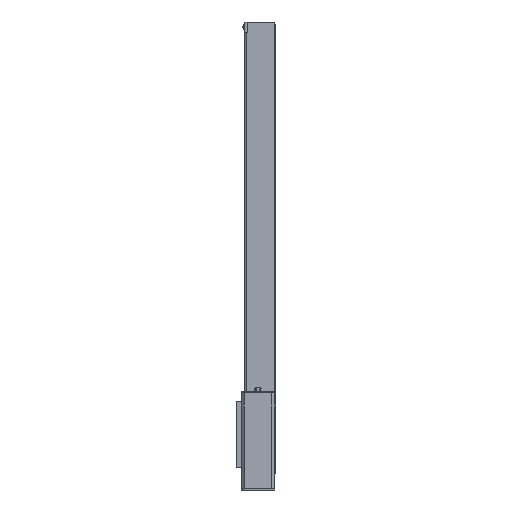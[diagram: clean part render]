
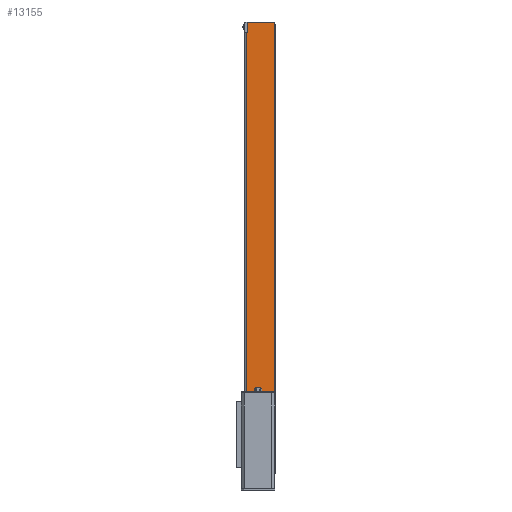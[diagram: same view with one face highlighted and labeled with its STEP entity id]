
A CAD part, left-side view. The second image highlights one B-rep face of the part: STEP entity #13155.
In plain terms, the highlighted planar face has unit normal (-1, 0, 0).
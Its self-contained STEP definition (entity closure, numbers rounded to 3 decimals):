
#316 = ORIENTED_EDGE ( 'NONE', *, *, #2018, .F. ) ;
#838 = CARTESIAN_POINT ( 'NONE',  ( -51.27, -19., 12. ) ) ;
#1137 = CARTESIAN_POINT ( 'NONE',  ( -51.27, 14.125, 552. ) ) ;
#1304 = VERTEX_POINT ( 'NONE', #25168 ) ;
#1665 = LINE ( 'NONE', #13619, #5755 ) ;
#1677 = EDGE_CURVE ( 'NONE', #1304, #20893, #22570, .T. ) ;
#1793 = ORIENTED_EDGE ( 'NONE', *, *, #4565, .T. ) ;
#2018 = EDGE_CURVE ( 'NONE', #22037, #11116, #1665, .T. ) ;
#2316 = EDGE_CURVE ( 'NONE', #25433, #11116, #19642, .T. ) ;
#2622 = DIRECTION ( 'NONE',  ( -1., 0., 0. ) ) ;
#3541 = ORIENTED_EDGE ( 'NONE', *, *, #2316, .T. ) ;
#3641 = VECTOR ( 'NONE', #7559, 1000. ) ;
#3911 = CARTESIAN_POINT ( 'NONE',  ( -51.27, -21., 12. ) ) ;
#4270 = ORIENTED_EDGE ( 'NONE', *, *, #17943, .F. ) ;
#4565 = EDGE_CURVE ( 'NONE', #22037, #6655, #7340, .T. ) ;
#5337 = VERTEX_POINT ( 'NONE', #1137 ) ;
#5356 = CARTESIAN_POINT ( 'NONE',  ( -51.27, -19., 564.2 ) ) ;
#5449 = CARTESIAN_POINT ( 'NONE',  ( -51.27, 14.125, 564.2 ) ) ;
#5490 = CARTESIAN_POINT ( 'NONE',  ( -51.27, 14.125, 10. ) ) ;
#5693 = FACE_OUTER_BOUND ( 'NONE', #23793, .T. ) ;
#5755 = VECTOR ( 'NONE', #15789, 1000. ) ;
#6009 = EDGE_CURVE ( 'NONE', #5337, #13711, #20086, .T. ) ;
#6655 = VERTEX_POINT ( 'NONE', #5356 ) ;
#7000 = VECTOR ( 'NONE', #11869, 1000. ) ;
#7340 = CIRCLE ( 'NONE', #24175, 2. ) ;
#7359 = LINE ( 'NONE', #5449, #26400 ) ;
#7371 = ORIENTED_EDGE ( 'NONE', *, *, #9236, .T. ) ;
#7464 = CARTESIAN_POINT ( 'NONE',  ( -51.27, -19., 562.2 ) ) ;
#7559 = DIRECTION ( 'NONE',  ( 0., 0., -1. ) ) ;
#7681 = LINE ( 'NONE', #5490, #7000 ) ;
#7731 = CARTESIAN_POINT ( 'NONE',  ( -51.27, 11., 564.2 ) ) ;
#7750 = DIRECTION ( 'NONE',  ( 1., 0., 0. ) ) ;
#8744 = CARTESIAN_POINT ( 'NONE',  ( -51.27, 11., 562.2 ) ) ;
#9236 = EDGE_CURVE ( 'NONE', #15370, #1304, #22638, .T. ) ;
#9667 = CARTESIAN_POINT ( 'NONE',  ( -51.27, 14.125, 10. ) ) ;
#10897 = DIRECTION ( 'NONE',  ( 0., 0., -1. ) ) ;
#11116 = VERTEX_POINT ( 'NONE', #3911 ) ;
#11745 = VECTOR ( 'NONE', #26697, 1000. ) ;
#11869 = DIRECTION ( 'NONE',  ( 0., -1., 0. ) ) ;
#11883 = CARTESIAN_POINT ( 'NONE',  ( -51.27, -19., 10. ) ) ;
#12151 = VECTOR ( 'NONE', #26660, 1000. ) ;
#13155 = ADVANCED_FACE ( 'NONE', ( #5693 ), #26809, .F. ) ;
#13619 = CARTESIAN_POINT ( 'NONE',  ( -51.27, -21., 608.673 ) ) ;
#13711 = VERTEX_POINT ( 'NONE', #9667 ) ;
#14183 = AXIS2_PLACEMENT_3D ( 'NONE', #16552, #7750, #16007 ) ;
#14639 = LINE ( 'NONE', #18697, #12151 ) ;
#15370 = VERTEX_POINT ( 'NONE', #7731 ) ;
#15789 = DIRECTION ( 'NONE',  ( 0., 0., -1. ) ) ;
#16007 = DIRECTION ( 'NONE',  ( 0., 0., -1. ) ) ;
#16223 = ORIENTED_EDGE ( 'NONE', *, *, #19979, .T. ) ;
#16229 = CARTESIAN_POINT ( 'NONE',  ( -51.27, 13., 608.673 ) ) ;
#16423 = CARTESIAN_POINT ( 'NONE',  ( -51.27, -21., 562.2 ) ) ;
#16552 = CARTESIAN_POINT ( 'NONE',  ( -51.27, 14.125, 608.673 ) ) ;
#17910 = AXIS2_PLACEMENT_3D ( 'NONE', #838, #2622, #10897 ) ;
#17931 = CARTESIAN_POINT ( 'NONE',  ( -51.27, 14.125, 608.673 ) ) ;
#17943 = EDGE_CURVE ( 'NONE', #15370, #6655, #7359, .T. ) ;
#18021 = DIRECTION ( 'NONE',  ( 0., 0., -1. ) ) ;
#18476 = EDGE_CURVE ( 'NONE', #20893, #5337, #14639, .T. ) ;
#18697 = CARTESIAN_POINT ( 'NONE',  ( -51.27, 14.125, 552. ) ) ;
#19375 = ORIENTED_EDGE ( 'NONE', *, *, #18476, .T. ) ;
#19642 = CIRCLE ( 'NONE', #17910, 2. ) ;
#19979 = EDGE_CURVE ( 'NONE', #13711, #25433, #7681, .T. ) ;
#20086 = LINE ( 'NONE', #17931, #11745 ) ;
#20713 = CARTESIAN_POINT ( 'NONE',  ( -51.27, 13., 552. ) ) ;
#20893 = VERTEX_POINT ( 'NONE', #20713 ) ;
#21059 = DIRECTION ( 'NONE',  ( -1., 0., 0. ) ) ;
#21693 = DIRECTION ( 'NONE',  ( -1., 0., 0. ) ) ;
#22037 = VERTEX_POINT ( 'NONE', #16423 ) ;
#22245 = DIRECTION ( 'NONE',  ( 0., -1., 0. ) ) ;
#22570 = LINE ( 'NONE', #16229, #3641 ) ;
#22638 = CIRCLE ( 'NONE', #26082, 2. ) ;
#23101 = ORIENTED_EDGE ( 'NONE', *, *, #1677, .T. ) ;
#23793 = EDGE_LOOP ( 'NONE', ( #16223, #3541, #316, #1793, #4270, #7371, #23101, #19375, #26275 ) ) ;
#24175 = AXIS2_PLACEMENT_3D ( 'NONE', #7464, #21693, #18021 ) ;
#25102 = DIRECTION ( 'NONE',  ( 0., 0., -1. ) ) ;
#25168 = CARTESIAN_POINT ( 'NONE',  ( -51.27, 13., 562.2 ) ) ;
#25433 = VERTEX_POINT ( 'NONE', #11883 ) ;
#26082 = AXIS2_PLACEMENT_3D ( 'NONE', #8744, #21059, #25102 ) ;
#26275 = ORIENTED_EDGE ( 'NONE', *, *, #6009, .T. ) ;
#26400 = VECTOR ( 'NONE', #22245, 1000. ) ;
#26660 = DIRECTION ( 'NONE',  ( 0., 1., 0. ) ) ;
#26697 = DIRECTION ( 'NONE',  ( 0., 0., -1. ) ) ;
#26809 = PLANE ( 'NONE',  #14183 ) ;
